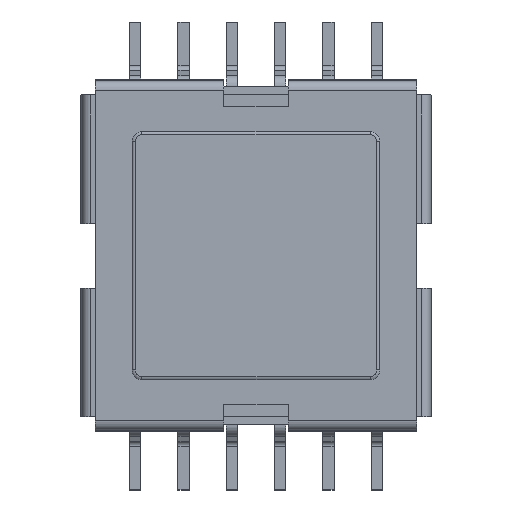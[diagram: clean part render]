
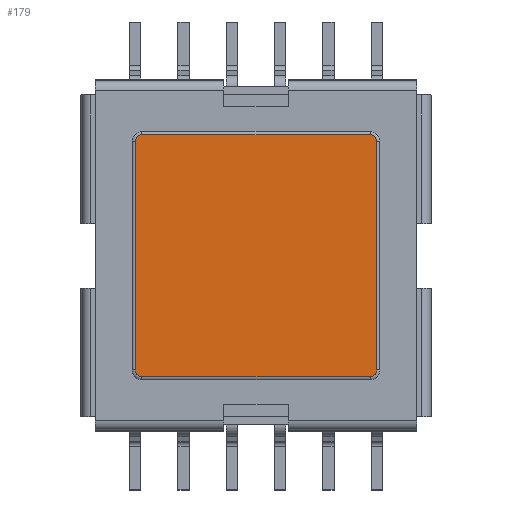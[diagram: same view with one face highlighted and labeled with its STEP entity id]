
A CAD part, top view. The second image highlights one B-rep face of the part: STEP entity #179.
In plain terms, the highlighted planar face has unit normal (0, 0, 1).
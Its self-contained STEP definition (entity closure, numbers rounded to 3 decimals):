
#179 = ADVANCED_FACE( '', ( #369 ), #370, .T. );
#369 = FACE_OUTER_BOUND( '', #586, .T. );
#370 = PLANE( '', #587 );
#586 = EDGE_LOOP( '', ( #1279, #1280, #1281, #1282, #1283, #1284, #1285, #1286 ) );
#587 = AXIS2_PLACEMENT_3D( '', #1287, #1288, #1289 );
#1279 = ORIENTED_EDGE( '', *, *, #2251, .T. );
#1280 = ORIENTED_EDGE( '', *, *, #2233, .T. );
#1281 = ORIENTED_EDGE( '', *, *, #2369, .T. );
#1282 = ORIENTED_EDGE( '', *, *, #2370, .T. );
#1283 = ORIENTED_EDGE( '', *, *, #2254, .T. );
#1284 = ORIENTED_EDGE( '', *, *, #2371, .T. );
#1285 = ORIENTED_EDGE( '', *, *, #2372, .T. );
#1286 = ORIENTED_EDGE( '', *, *, #2373, .T. );
#1287 = CARTESIAN_POINT( '', ( -7.1, 7.1, 0.37 ) );
#1288 = DIRECTION( '', ( 0., 0., 1. ) );
#1289 = DIRECTION( '', ( 1., 0., 0. ) );
#2233 = EDGE_CURVE( '', #3095, #3100, #3102, .T. );
#2251 = EDGE_CURVE( '', #3128, #3095, #3132, .F. );
#2254 = EDGE_CURVE( '', #3137, #3135, #3138, .F. );
#2369 = EDGE_CURVE( '', #3100, #3318, #3319, .F. );
#2370 = EDGE_CURVE( '', #3318, #3137, #3320, .T. );
#2371 = EDGE_CURVE( '', #3135, #3321, #3322, .T. );
#2372 = EDGE_CURVE( '', #3321, #3323, #3324, .F. );
#2373 = EDGE_CURVE( '', #3323, #3128, #3325, .T. );
#3095 = VERTEX_POINT( '', #5984 );
#3100 = VERTEX_POINT( '', #5989 );
#3102 = CIRCLE( '', #5991, 0.407 );
#3128 = VERTEX_POINT( '', #6023 );
#3132 = LINE( '', #6028, #6029 );
#3135 = VERTEX_POINT( '', #6032 );
#3137 = VERTEX_POINT( '', #6034 );
#3138 = LINE( '', #6035, #6036 );
#3318 = VERTEX_POINT( '', #6281 );
#3319 = LINE( '', #6282, #6283 );
#3320 = CIRCLE( '', #6284, 0.407 );
#3321 = VERTEX_POINT( '', #6285 );
#3322 = CIRCLE( '', #6286, 0.407 );
#3323 = VERTEX_POINT( '', #6287 );
#3324 = LINE( '', #6288, #6289 );
#3325 = CIRCLE( '', #6290, 0.407 );
#5984 = CARTESIAN_POINT( '', ( 7.1, -7.507, 0.37 ) );
#5989 = CARTESIAN_POINT( '', ( 7.507, -7.1, 0.37 ) );
#5991 = AXIS2_PLACEMENT_3D( '', #7264, #7265, #7266 );
#6023 = CARTESIAN_POINT( '', ( -7.1, -7.507, 0.37 ) );
#6028 = CARTESIAN_POINT( '', ( 7.1, -7.507, 0.37 ) );
#6029 = VECTOR( '', #7292, 1000. );
#6032 = CARTESIAN_POINT( '', ( -7.1, 7.507, 0.37 ) );
#6034 = CARTESIAN_POINT( '', ( 7.1, 7.507, 0.37 ) );
#6035 = CARTESIAN_POINT( '', ( -7.1, 7.507, 0.37 ) );
#6036 = VECTOR( '', #7296, 1000. );
#6281 = CARTESIAN_POINT( '', ( 7.507, 7.1, 0.37 ) );
#6282 = CARTESIAN_POINT( '', ( 7.507, 7.1, 0.37 ) );
#6283 = VECTOR( '', #7434, 1000. );
#6284 = AXIS2_PLACEMENT_3D( '', #7435, #7436, #7437 );
#6285 = CARTESIAN_POINT( '', ( -7.507, 7.1, 0.37 ) );
#6286 = AXIS2_PLACEMENT_3D( '', #7438, #7439, #7440 );
#6287 = CARTESIAN_POINT( '', ( -7.507, -7.1, 0.37 ) );
#6288 = CARTESIAN_POINT( '', ( -7.507, -7.1, 0.37 ) );
#6289 = VECTOR( '', #7441, 1000. );
#6290 = AXIS2_PLACEMENT_3D( '', #7442, #7443, #7444 );
#7264 = CARTESIAN_POINT( '', ( 7.1, -7.1, 0.37 ) );
#7265 = DIRECTION( '', ( 0., 0., 1. ) );
#7266 = DIRECTION( '', ( 1., 0., 0. ) );
#7292 = DIRECTION( '', ( -1., 0., 0. ) );
#7296 = DIRECTION( '', ( 1., 0., 0. ) );
#7434 = DIRECTION( '', ( 0., -1., 0. ) );
#7435 = CARTESIAN_POINT( '', ( 7.1, 7.1, 0.37 ) );
#7436 = DIRECTION( '', ( 0., 0., 1. ) );
#7437 = DIRECTION( '', ( 1., 0., 0. ) );
#7438 = CARTESIAN_POINT( '', ( -7.1, 7.1, 0.37 ) );
#7439 = DIRECTION( '', ( 0., 0., 1. ) );
#7440 = DIRECTION( '', ( 1., 0., 0. ) );
#7441 = DIRECTION( '', ( 0., 1., 0. ) );
#7442 = CARTESIAN_POINT( '', ( -7.1, -7.1, 0.37 ) );
#7443 = DIRECTION( '', ( 0., 0., 1. ) );
#7444 = DIRECTION( '', ( 1., 0., 0. ) );
